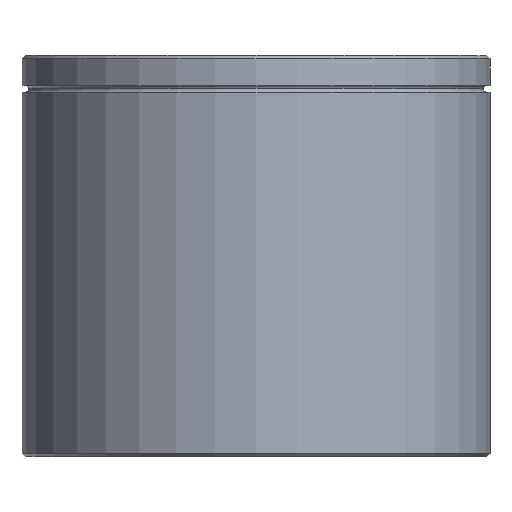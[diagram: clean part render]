
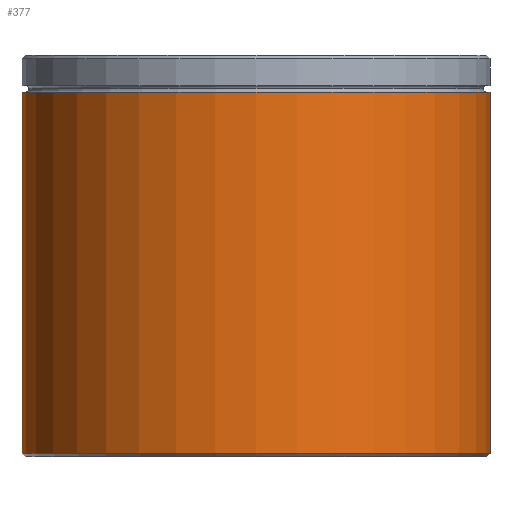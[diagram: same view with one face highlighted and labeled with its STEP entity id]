
A CAD part, front view. The second image highlights one B-rep face of the part: STEP entity #377.
In plain terms, the highlighted cylindrical face has radius 35 mm (diameter 70 mm), a partial arc.
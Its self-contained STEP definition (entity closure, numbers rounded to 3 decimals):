
#22 = ORIENTED_EDGE ( 'NONE', *, *, #521, .T. ) ;
#40 = CYLINDRICAL_SURFACE ( 'NONE', #171, 35. ) ;
#41 = VERTEX_POINT ( 'NONE', #322 ) ;
#45 = DIRECTION ( 'NONE',  ( 0., 0., 1. ) ) ;
#55 = VERTEX_POINT ( 'NONE', #546 ) ;
#91 = DIRECTION ( 'NONE',  ( 1., 0., 0. ) ) ;
#95 = CARTESIAN_POINT ( 'NONE',  ( 35., 0., -5.5 ) ) ;
#98 = ORIENTED_EDGE ( 'NONE', *, *, #468, .F. ) ;
#103 = EDGE_CURVE ( 'NONE', #458, #55, #156, .T. ) ;
#117 = DIRECTION ( 'NONE',  ( -1., 0., 0. ) ) ;
#121 = DIRECTION ( 'NONE',  ( 0., 0., 1. ) ) ;
#124 = DIRECTION ( 'NONE',  ( 0., 0., 1. ) ) ;
#125 = CIRCLE ( 'NONE', #203, 35. ) ;
#130 = LINE ( 'NONE', #190, #195 ) ;
#145 = VERTEX_POINT ( 'NONE', #95 ) ;
#149 = LINE ( 'NONE', #554, #544 ) ;
#156 = CIRCLE ( 'NONE', #472, 35. ) ;
#171 = AXIS2_PLACEMENT_3D ( 'NONE', #211, #124, #292 ) ;
#190 = CARTESIAN_POINT ( 'NONE',  ( -35., 0., 0. ) ) ;
#191 = CARTESIAN_POINT ( 'NONE',  ( 0., 0., -5.5 ) ) ;
#195 = VECTOR ( 'NONE', #45, 1000. ) ;
#200 = EDGE_CURVE ( 'NONE', #41, #145, #125, .T. ) ;
#202 = ORIENTED_EDGE ( 'NONE', *, *, #103, .T. ) ;
#203 = AXIS2_PLACEMENT_3D ( 'NONE', #191, #306, #91 ) ;
#211 = CARTESIAN_POINT ( 'NONE',  ( 0., 0., 0. ) ) ;
#248 = FACE_OUTER_BOUND ( 'NONE', #459, .T. ) ;
#292 = DIRECTION ( 'NONE',  ( 1., 0., 0. ) ) ;
#306 = DIRECTION ( 'NONE',  ( 0., 0., 1. ) ) ;
#322 = CARTESIAN_POINT ( 'NONE',  ( -35., 0., -5.5 ) ) ;
#330 = CARTESIAN_POINT ( 'NONE',  ( 0., 0., -59.5 ) ) ;
#356 = CARTESIAN_POINT ( 'NONE',  ( -35., 0., -59.5 ) ) ;
#377 = ADVANCED_FACE ( 'NONE', ( #248 ), #40, .T. ) ;
#458 = VERTEX_POINT ( 'NONE', #356 ) ;
#459 = EDGE_LOOP ( 'NONE', ( #98, #202, #22, #550 ) ) ;
#468 = EDGE_CURVE ( 'NONE', #458, #41, #130, .T. ) ;
#472 = AXIS2_PLACEMENT_3D ( 'NONE', #330, #505, #117 ) ;
#505 = DIRECTION ( 'NONE',  ( 0., 0., 1. ) ) ;
#521 = EDGE_CURVE ( 'NONE', #55, #145, #149, .T. ) ;
#544 = VECTOR ( 'NONE', #121, 1000. ) ;
#546 = CARTESIAN_POINT ( 'NONE',  ( 35., 0., -59.5 ) ) ;
#550 = ORIENTED_EDGE ( 'NONE', *, *, #200, .F. ) ;
#554 = CARTESIAN_POINT ( 'NONE',  ( 35., 0., 0. ) ) ;
